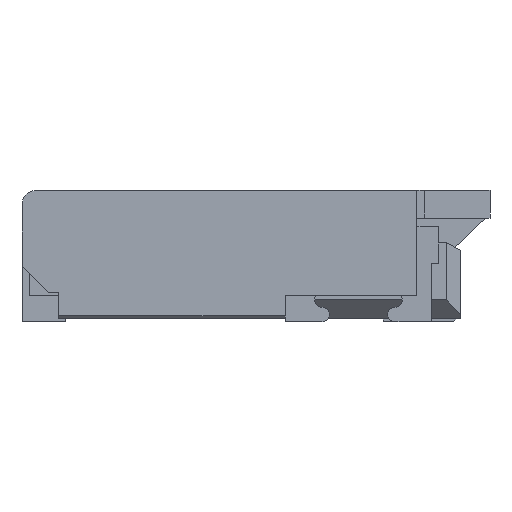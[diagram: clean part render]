
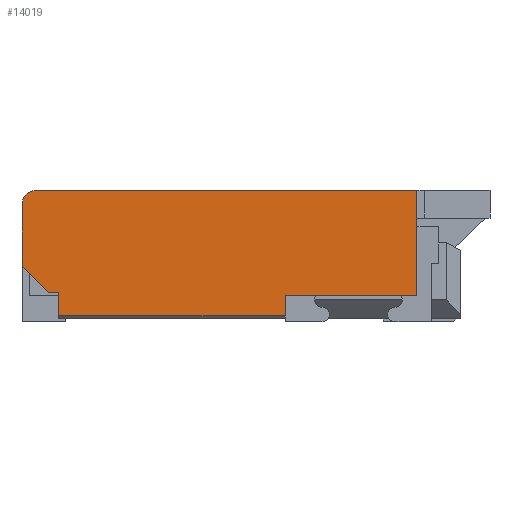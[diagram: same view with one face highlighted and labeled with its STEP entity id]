
A CAD part, left-side view. The second image highlights one B-rep face of the part: STEP entity #14019.
In plain terms, the highlighted planar face has unit normal (-1, 0, 0).
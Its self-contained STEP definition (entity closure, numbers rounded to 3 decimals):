
#12454=CARTESIAN_POINT('',(-4.475,-1.1,0.9));
#12455=VERTEX_POINT('',#12454);
#12462=CARTESIAN_POINT('',(-4.475,-1.1,0.18));
#12463=VERTEX_POINT('',#12462);
#12464=CARTESIAN_POINT('',(-4.475,-1.1,0.9));
#12465=DIRECTION('',(0.0,0.0,-1.0));
#12466=VECTOR('',#12465,0.72);
#12467=LINE('',#12464,#12466);
#12468=EDGE_CURVE('',#12455,#12463,#12467,.T.);
#12502=CARTESIAN_POINT('',(-4.475,1.35,0.04));
#12503=VERTEX_POINT('',#12502);
#12510=CARTESIAN_POINT('',(-4.475,1.35,0.2));
#12511=VERTEX_POINT('',#12510);
#12512=CARTESIAN_POINT('',(-4.475,1.35,0.2));
#12513=DIRECTION('',(0.0,0.0,-1.0));
#12514=VECTOR('',#12513,0.16);
#12515=LINE('',#12512,#12514);
#12516=EDGE_CURVE('',#12511,#12503,#12515,.T.);
#12775=CARTESIAN_POINT('',(-4.475,-0.2,0.18));
#12776=VERTEX_POINT('',#12775);
#12783=CARTESIAN_POINT('',(-4.475,-0.2,0.04));
#12784=VERTEX_POINT('',#12783);
#12785=CARTESIAN_POINT('',(-4.475,-0.2,0.18));
#12786=DIRECTION('',(0.0,0.0,-1.0));
#12787=VECTOR('',#12786,0.14);
#12788=LINE('',#12785,#12787);
#12789=EDGE_CURVE('',#12776,#12784,#12788,.T.);
#12876=CARTESIAN_POINT('',(-4.475,-0.2,0.18));
#12877=DIRECTION('',(0.0,-1.0,0.0));
#12878=VECTOR('',#12877,0.9);
#12879=LINE('',#12876,#12878);
#12880=EDGE_CURVE('',#12776,#12463,#12879,.T.);
#13894=CARTESIAN_POINT('',(-4.475,1.6,0.38));
#13895=VERTEX_POINT('',#13894);
#13902=CARTESIAN_POINT('',(-4.475,1.6,0.8));
#13903=VERTEX_POINT('',#13902);
#13904=CARTESIAN_POINT('',(-4.475,1.6,0.8));
#13905=DIRECTION('',(0.0,0.0,-1.0));
#13906=VECTOR('',#13905,0.42);
#13907=LINE('',#13904,#13906);
#13908=EDGE_CURVE('',#13903,#13895,#13907,.T.);
#13972=CARTESIAN_POINT('',(-4.475,-1.235,-0.003));
#13973=DIRECTION('',(1.0,0.0,0.0));
#13974=DIRECTION('',(0.0,1.0,0.0));
#13975=AXIS2_PLACEMENT_3D('',#13972,#13973,#13974);
#13976=PLANE('',#13975);
#13977=CARTESIAN_POINT('',(-4.475,1.5,0.9));
#13978=VERTEX_POINT('',#13977);
#13979=CARTESIAN_POINT('',(-4.475,1.5,0.9));
#13980=DIRECTION('',(0.0,-1.0,0.0));
#13981=VECTOR('',#13980,2.6);
#13982=LINE('',#13979,#13981);
#13983=EDGE_CURVE('',#13978,#12455,#13982,.T.);
#13984=ORIENTED_EDGE('',*,*,#13983,.F.);
#13985=CARTESIAN_POINT('',(-4.475,1.5,0.8));
#13986=DIRECTION('',(-1.0,0.0,0.0));
#13987=DIRECTION('',(0.0,1.0,0.0));
#13988=AXIS2_PLACEMENT_3D('',#13985,#13986,#13987);
#13989=CIRCLE('',#13988,0.1);
#13990=EDGE_CURVE('',#13978,#13903,#13989,.T.);
#13991=ORIENTED_EDGE('',*,*,#13990,.T.);
#13992=ORIENTED_EDGE('',*,*,#13908,.T.);
#13993=CARTESIAN_POINT('',(-4.475,1.42,0.2));
#13994=VERTEX_POINT('',#13993);
#13995=CARTESIAN_POINT('',(-4.475,1.6,0.38));
#13996=DIRECTION('',(0.0,-0.707,-0.707));
#13997=VECTOR('',#13996,0.255);
#13998=LINE('',#13995,#13997);
#13999=EDGE_CURVE('',#13895,#13994,#13998,.T.);
#14000=ORIENTED_EDGE('',*,*,#13999,.T.);
#14001=CARTESIAN_POINT('',(-4.475,1.42,0.2));
#14002=DIRECTION('',(0.0,-1.0,0.0));
#14003=VECTOR('',#14002,0.07);
#14004=LINE('',#14001,#14003);
#14005=EDGE_CURVE('',#13994,#12511,#14004,.T.);
#14006=ORIENTED_EDGE('',*,*,#14005,.T.);
#14007=ORIENTED_EDGE('',*,*,#12516,.T.);
#14008=CARTESIAN_POINT('',(-4.475,-0.2,0.04));
#14009=DIRECTION('',(0.0,1.0,0.0));
#14010=VECTOR('',#14009,1.55);
#14011=LINE('',#14008,#14010);
#14012=EDGE_CURVE('',#12784,#12503,#14011,.T.);
#14013=ORIENTED_EDGE('',*,*,#14012,.F.);
#14014=ORIENTED_EDGE('',*,*,#12789,.F.);
#14015=ORIENTED_EDGE('',*,*,#12880,.T.);
#14016=ORIENTED_EDGE('',*,*,#12468,.F.);
#14017=EDGE_LOOP('',(#13984,#13991,#13992,#14000,#14006,#14007,#14013,#14014,#14015,#14016));
#14018=FACE_OUTER_BOUND('',#14017,.T.);
#14019=ADVANCED_FACE('',(#14018),#13976,.F.);
